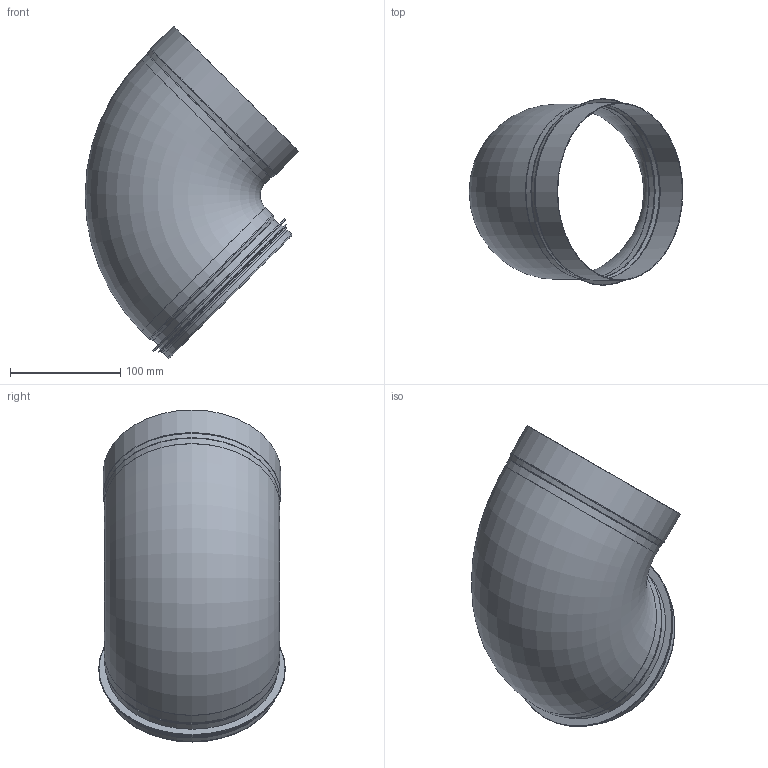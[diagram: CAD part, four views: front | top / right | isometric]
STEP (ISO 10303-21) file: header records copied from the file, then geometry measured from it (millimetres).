
FILE_DESCRIPTION((''),'2;1');
FILE_NAME('HIBKM-160.stp','2014-02-19T15:35:24',(''),(''),'Autodesk Inventor 2013','Autodesk Inventor 2013','');
FILE_SCHEMA(('AUTOMOTIVE_DESIGN { 1 2 10303 214 0 1 1 1 }'));
Length unit declared in the file: millimetre
Products named in the file (5): HIBKM-160; HIBKMRörämne_160; HIBKMRörämnesdel-160; StosRörämne-160; 999005
Assembly tree (4 placements, depth 3):
  HIBKM-160
    HIBKMRörämne_160
      HIBKMRörämnesdel-160
      StosRörämne-160
    999005
Bounding box: 194.05 x 169.4 x 301.43 mm (x, y, z)
Volume: 75087.5 mm3; surface area: 258934.7 mm2
Topology: 3 solids, 3 shells, 71 faces, 138 edges, 76 vertices
Faces by surface type: plane 27, torus 20, cylinder 16, cone 8
Full cylindrical faces by diameter (mm): 153.2 x1, 154.2 x1, 155.4 x1, 158 x6, 159 x3, 160.3 x1, 161.3 x1, 164.4 x1, 169.4 x1
Entity records: 1845 total; most frequent: DIRECTION 338, CARTESIAN_POINT 262, ORIENTED_EDGE 218, AXIS2_PLACEMENT_3D 149, EDGE_CURVE 109, EDGE_LOOP 104, VERTEX_POINT 73, FACE_OUTER_BOUND 71
